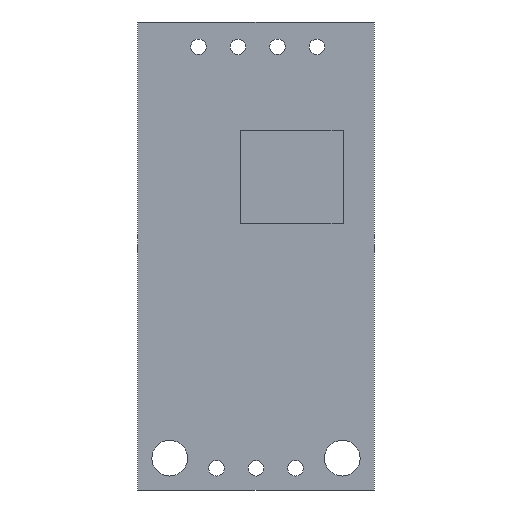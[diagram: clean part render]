
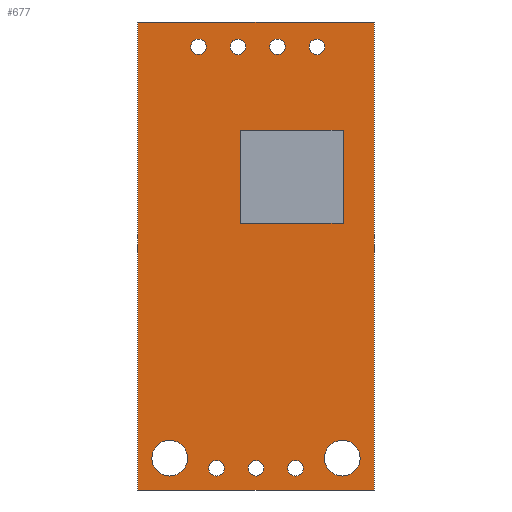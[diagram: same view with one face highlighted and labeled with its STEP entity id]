
A CAD part, front view. The second image highlights one B-rep face of the part: STEP entity #677.
In plain terms, the highlighted planar face has unit normal (0, -1, 0).
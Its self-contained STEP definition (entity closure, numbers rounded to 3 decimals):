
#24=FACE_BOUND('',#143,.T.);
#25=FACE_BOUND('',#144,.T.);
#26=FACE_BOUND('',#145,.T.);
#27=FACE_BOUND('',#146,.T.);
#28=FACE_BOUND('',#147,.T.);
#29=FACE_BOUND('',#148,.T.);
#30=FACE_BOUND('',#149,.T.);
#31=FACE_BOUND('',#150,.T.);
#32=FACE_BOUND('',#151,.T.);
#34=CIRCLE('',#723,0.5);
#36=CIRCLE('',#726,0.5);
#38=CIRCLE('',#729,0.5);
#40=CIRCLE('',#732,0.5);
#42=CIRCLE('',#735,0.5);
#44=CIRCLE('',#738,0.5);
#46=CIRCLE('',#741,0.5);
#48=CIRCLE('',#744,1.15);
#50=CIRCLE('',#747,1.15);
#94=FACE_OUTER_BOUND('',#142,.T.);
#142=EDGE_LOOP('',(#542,#543,#544,#545));
#143=EDGE_LOOP('',(#546));
#144=EDGE_LOOP('',(#547));
#145=EDGE_LOOP('',(#548));
#146=EDGE_LOOP('',(#549));
#147=EDGE_LOOP('',(#550));
#148=EDGE_LOOP('',(#551));
#149=EDGE_LOOP('',(#552));
#150=EDGE_LOOP('',(#553));
#151=EDGE_LOOP('',(#554));
#191=LINE('',#1047,#260);
#195=LINE('',#1055,#264);
#198=LINE('',#1061,#267);
#201=LINE('',#1066,#270);
#260=VECTOR('',#866,10.);
#264=VECTOR('',#872,10.);
#267=VECTOR('',#877,10.);
#270=VECTOR('',#882,10.);
#317=VERTEX_POINT('',#993);
#319=VERTEX_POINT('',#999);
#321=VERTEX_POINT('',#1005);
#323=VERTEX_POINT('',#1011);
#325=VERTEX_POINT('',#1017);
#327=VERTEX_POINT('',#1023);
#329=VERTEX_POINT('',#1029);
#331=VERTEX_POINT('',#1035);
#333=VERTEX_POINT('',#1041);
#334=VERTEX_POINT('',#1045);
#335=VERTEX_POINT('',#1046);
#338=VERTEX_POINT('',#1054);
#340=VERTEX_POINT('',#1060);
#380=EDGE_CURVE('',#317,#317,#34,.T.);
#383=EDGE_CURVE('',#319,#319,#36,.T.);
#386=EDGE_CURVE('',#321,#321,#38,.T.);
#389=EDGE_CURVE('',#323,#323,#40,.T.);
#392=EDGE_CURVE('',#325,#325,#42,.T.);
#395=EDGE_CURVE('',#327,#327,#44,.T.);
#398=EDGE_CURVE('',#329,#329,#46,.T.);
#401=EDGE_CURVE('',#331,#331,#48,.T.);
#404=EDGE_CURVE('',#333,#333,#50,.T.);
#405=EDGE_CURVE('',#334,#335,#191,.T.);
#409=EDGE_CURVE('',#335,#338,#195,.T.);
#412=EDGE_CURVE('',#338,#340,#198,.T.);
#415=EDGE_CURVE('',#340,#334,#201,.T.);
#542=ORIENTED_EDGE('',*,*,#415,.T.);
#543=ORIENTED_EDGE('',*,*,#405,.T.);
#544=ORIENTED_EDGE('',*,*,#409,.T.);
#545=ORIENTED_EDGE('',*,*,#412,.T.);
#546=ORIENTED_EDGE('',*,*,#380,.T.);
#547=ORIENTED_EDGE('',*,*,#383,.T.);
#548=ORIENTED_EDGE('',*,*,#386,.T.);
#549=ORIENTED_EDGE('',*,*,#389,.T.);
#550=ORIENTED_EDGE('',*,*,#392,.T.);
#551=ORIENTED_EDGE('',*,*,#395,.T.);
#552=ORIENTED_EDGE('',*,*,#398,.T.);
#553=ORIENTED_EDGE('',*,*,#401,.T.);
#554=ORIENTED_EDGE('',*,*,#404,.T.);
#638=PLANE('',#753);
#677=ADVANCED_FACE('',(#94,#24,#25,#26,#27,#28,#29,#30,#31,#32),#638,.F.);
#723=AXIS2_PLACEMENT_3D('',#995,#806,#807);
#726=AXIS2_PLACEMENT_3D('',#1001,#813,#814);
#729=AXIS2_PLACEMENT_3D('',#1007,#820,#821);
#732=AXIS2_PLACEMENT_3D('',#1013,#827,#828);
#735=AXIS2_PLACEMENT_3D('',#1019,#834,#835);
#738=AXIS2_PLACEMENT_3D('',#1025,#841,#842);
#741=AXIS2_PLACEMENT_3D('',#1031,#848,#849);
#744=AXIS2_PLACEMENT_3D('',#1037,#855,#856);
#747=AXIS2_PLACEMENT_3D('',#1043,#862,#863);
#753=AXIS2_PLACEMENT_3D('',#1069,#886,#887);
#806=DIRECTION('center_axis',(0.,1.,0.));
#807=DIRECTION('ref_axis',(-1.,0.,0.));
#813=DIRECTION('center_axis',(0.,1.,0.));
#814=DIRECTION('ref_axis',(-1.,0.,0.));
#820=DIRECTION('center_axis',(0.,1.,0.));
#821=DIRECTION('ref_axis',(-1.,0.,0.));
#827=DIRECTION('center_axis',(0.,1.,0.));
#828=DIRECTION('ref_axis',(-1.,0.,0.));
#834=DIRECTION('center_axis',(0.,1.,0.));
#835=DIRECTION('ref_axis',(-1.,0.,0.));
#841=DIRECTION('center_axis',(0.,1.,0.));
#842=DIRECTION('ref_axis',(-1.,0.,0.));
#848=DIRECTION('center_axis',(0.,1.,0.));
#849=DIRECTION('ref_axis',(-1.,0.,0.));
#855=DIRECTION('center_axis',(0.,1.,0.));
#856=DIRECTION('ref_axis',(-1.,0.,0.));
#862=DIRECTION('center_axis',(0.,1.,0.));
#863=DIRECTION('ref_axis',(-1.,0.,0.));
#866=DIRECTION('',(0.,0.,1.));
#872=DIRECTION('',(-1.,0.,0.));
#877=DIRECTION('',(0.,0.,-1.));
#882=DIRECTION('',(1.,0.,0.));
#886=DIRECTION('center_axis',(0.,1.,0.));
#887=DIRECTION('ref_axis',(1.,0.,0.));
#993=CARTESIAN_POINT('',(-0.66,0.,13.45));
#995=CARTESIAN_POINT('Origin',(-1.16,0.,13.45));
#999=CARTESIAN_POINT('',(-2.04,0.,-13.65));
#1001=CARTESIAN_POINT('Origin',(-2.54,0.,-13.65));
#1005=CARTESIAN_POINT('',(-3.2,0.,13.45));
#1007=CARTESIAN_POINT('Origin',(-3.7,0.,13.45));
#1011=CARTESIAN_POINT('',(1.88,0.,13.45));
#1013=CARTESIAN_POINT('Origin',(1.38,0.,13.45));
#1017=CARTESIAN_POINT('',(0.5,0.,-13.65));
#1019=CARTESIAN_POINT('Origin',(0.,0.,-13.65));
#1023=CARTESIAN_POINT('',(3.04,0.,-13.65));
#1025=CARTESIAN_POINT('Origin',(2.54,0.,-13.65));
#1029=CARTESIAN_POINT('',(4.42,0.,13.45));
#1031=CARTESIAN_POINT('Origin',(3.92,0.,13.45));
#1035=CARTESIAN_POINT('',(-4.4,0.,-13.));
#1037=CARTESIAN_POINT('Origin',(-5.55,0.,-13.));
#1041=CARTESIAN_POINT('',(6.7,0.,-13.));
#1043=CARTESIAN_POINT('Origin',(5.55,0.,-13.));
#1045=CARTESIAN_POINT('',(7.6,0.,-15.05));
#1046=CARTESIAN_POINT('',(7.6,0.,15.05));
#1047=CARTESIAN_POINT('',(7.6,0.,-15.05));
#1054=CARTESIAN_POINT('',(-7.6,0.,15.05));
#1055=CARTESIAN_POINT('',(7.6,0.,15.05));
#1060=CARTESIAN_POINT('',(-7.6,0.,-15.05));
#1061=CARTESIAN_POINT('',(-7.6,0.,15.05));
#1066=CARTESIAN_POINT('',(-7.6,0.,-15.05));
#1069=CARTESIAN_POINT('Origin',(0.,0.,0.));
